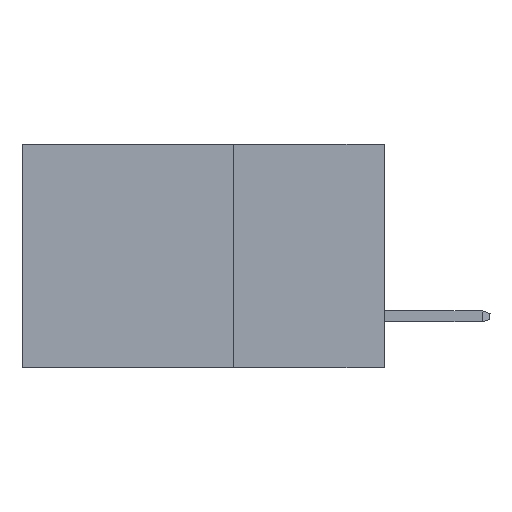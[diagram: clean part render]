
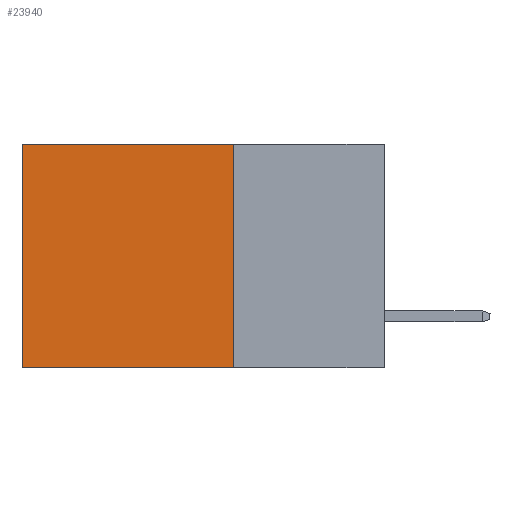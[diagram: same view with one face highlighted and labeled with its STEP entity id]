
A CAD part, left-side view. The second image highlights one B-rep face of the part: STEP entity #23940.
In plain terms, the highlighted planar face has unit normal (-1, 0, 0).
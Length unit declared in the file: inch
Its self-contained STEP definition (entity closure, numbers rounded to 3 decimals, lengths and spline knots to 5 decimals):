
#886 = ORIENTED_EDGE ( 'NONE', *, *, #6952, .F. ) ;
#3302 = VERTEX_POINT ( 'NONE', #17918 ) ;
#3408 = PLANE ( 'NONE',  #4154 ) ;
#3539 = DIRECTION ( 'NONE',  ( 1., 0., 0. ) ) ;
#3667 = VECTOR ( 'NONE', #21383, 39.37008 ) ;
#3834 = LINE ( 'NONE', #19756, #11077 ) ;
#4154 = AXIS2_PLACEMENT_3D ( 'NONE', #21408, #3539, #13600 ) ;
#4393 = DIRECTION ( 'NONE',  ( 0., 1., 0. ) ) ;
#4784 = CARTESIAN_POINT ( 'NONE',  ( 0.2615, 0.25, 0. ) ) ;
#6259 = VERTEX_POINT ( 'NONE', #17644 ) ;
#6952 = EDGE_CURVE ( 'NONE', #19781, #6259, #23281, .T. ) ;
#7152 = EDGE_CURVE ( 'NONE', #3302, #6259, #3834, .T. ) ;
#8210 = ORIENTED_EDGE ( 'NONE', *, *, #20890, .T. ) ;
#9484 = VECTOR ( 'NONE', #4393, 39.37008 ) ;
#9859 = DIRECTION ( 'NONE',  ( 0., 0., -1. ) ) ;
#11009 = ORIENTED_EDGE ( 'NONE', *, *, #7152, .T. ) ;
#11077 = VECTOR ( 'NONE', #9859, 39.37008 ) ;
#11421 = EDGE_LOOP ( 'NONE', ( #11009, #886, #13955, #8210 ) ) ;
#13173 = CARTESIAN_POINT ( 'NONE',  ( 0.2615, 0.25, -0.37 ) ) ;
#13333 = FACE_OUTER_BOUND ( 'NONE', #11421, .T. ) ;
#13600 = DIRECTION ( 'NONE',  ( 0., 0., -1. ) ) ;
#13646 = DIRECTION ( 'NONE',  ( 0., 1., 0. ) ) ;
#13955 = ORIENTED_EDGE ( 'NONE', *, *, #21923, .F. ) ;
#15318 = VERTEX_POINT ( 'NONE', #18771 ) ;
#16543 = LINE ( 'NONE', #4784, #9484 ) ;
#17644 = CARTESIAN_POINT ( 'NONE',  ( 0.2615, 0.6, -0.37 ) ) ;
#17918 = CARTESIAN_POINT ( 'NONE',  ( 0.2615, 0.6, 0. ) ) ;
#18771 = CARTESIAN_POINT ( 'NONE',  ( 0.2615, 0.25, 0. ) ) ;
#19556 = LINE ( 'NONE', #13173, #3667 ) ;
#19756 = CARTESIAN_POINT ( 'NONE',  ( 0.2615, 0.6, -0.37 ) ) ;
#19781 = VERTEX_POINT ( 'NONE', #21687 ) ;
#20890 = EDGE_CURVE ( 'NONE', #15318, #3302, #16543, .T. ) ;
#21330 = CARTESIAN_POINT ( 'NONE',  ( 0.2615, 0.25, -0.37 ) ) ;
#21383 = DIRECTION ( 'NONE',  ( 0., 0., -1. ) ) ;
#21408 = CARTESIAN_POINT ( 'NONE',  ( 0.2615, 0.25, -0.37 ) ) ;
#21687 = CARTESIAN_POINT ( 'NONE',  ( 0.2615, 0.25, -0.37 ) ) ;
#21923 = EDGE_CURVE ( 'NONE', #15318, #19781, #19556, .T. ) ;
#23281 = LINE ( 'NONE', #21330, #25628 ) ;
#23940 = ADVANCED_FACE ( 'NONE', ( #13333 ), #3408, .F. ) ;
#25628 = VECTOR ( 'NONE', #13646, 39.37008 ) ;
